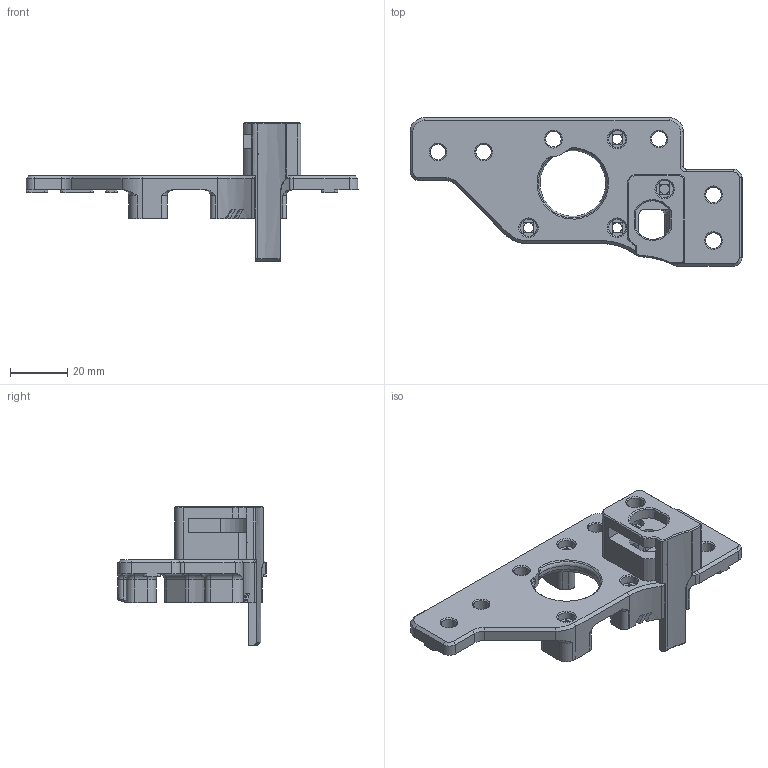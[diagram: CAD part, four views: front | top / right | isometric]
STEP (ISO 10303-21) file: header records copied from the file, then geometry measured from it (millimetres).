
FILE_DESCRIPTION(/* description */ (''),/* implementation_level */ '2;1');
FILE_NAME(/* name */ 'Trident SP13 wire_cover.step',/* time_stamp */ '2024-03-05T19:28:11+10:00',/* author */ (''),/* organization */ (''),/* preprocessor_version */ 'ST-DEVELOPER v20',/* originating_system */ 'Autodesk Translation Framework v12.20.1.177',/* authorisation */ '');
FILE_SCHEMA (('AUTOMOTIVE_DESIGN { 1 0 10303 214 3 1 1 }'));
Length unit declared in the file: millimetre
Products named in the file (1): Wire_Cover
Bounding box: 116.17 x 52 x 48.56 mm (x, y, z)
Volume: 32178.1 mm3; surface area: 17509.9 mm2
Topology: 2 solids, 3 shells, 388 faces, 1032 edges, 645 vertices
Faces by surface type: plane 165, cylinder 133, cone 36, torus 32, bspline 21, sphere 1
Full cylindrical faces by diameter (mm): 3.5 x4, 4.7 x1, 5.4 x6, 6 x4, 6.8 x1
Entity records: 12883 total; most frequent: CARTESIAN_POINT 3028, DIRECTION 2113, ORIENTED_EDGE 2062, EDGE_CURVE 1031, AXIS2_PLACEMENT_3D 788, VERTEX_POINT 645, LINE 537, VECTOR 537
